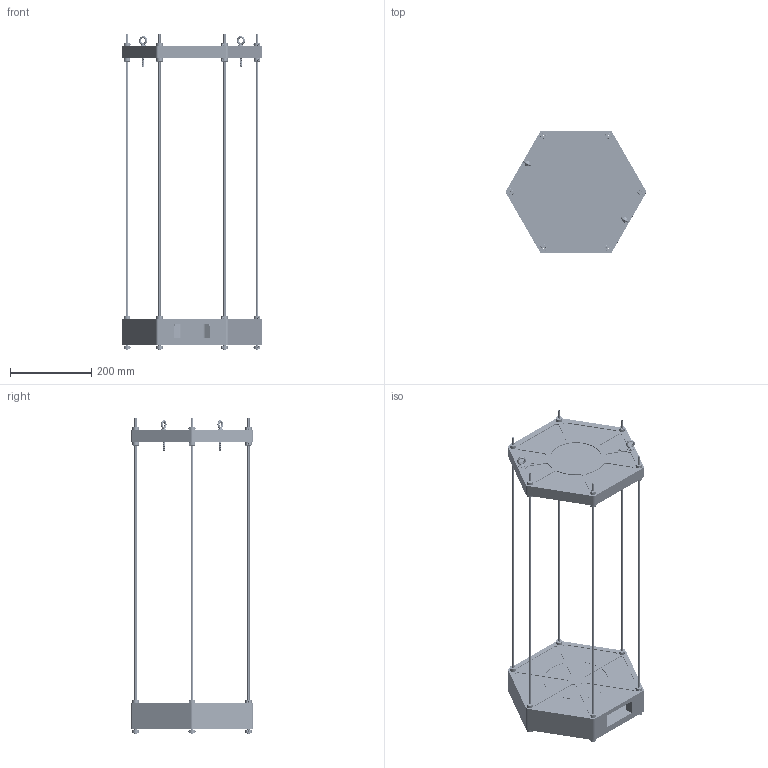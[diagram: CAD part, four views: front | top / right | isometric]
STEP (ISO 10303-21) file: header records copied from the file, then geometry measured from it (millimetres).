
FILE_DESCRIPTION(/* description */ (''),/* implementation_level */ '2;1');
FILE_NAME(/* name */ '20231108_SEB_Payload_Bay_Blind.stp',/* time_stamp */ '2023-11-08T14:36:14-05:00',/* author */ (''),/* organization */ (''),/* preprocessor_version */ 'ST-DEVELOPER v19.3',/* originating_system */ 'SIEMENS PLM Software NX2212.6000',/* authorisation */ '');
FILE_SCHEMA (('AP203_CONFIGURATION_CONTROLLED_3D_DESIGN_OF_MECHANICAL_PARTS_AND_ASSEMBLIES_MIM_LF { 1 0 10303 403 2 1 2}'));
Length unit declared in the file: millimetre
Products named in the file (15): 08 - Avionics Gondola - Mid Plate; 08 - Avionics Gondola - Foam Base; 08 - Power System - Foam Filler; 08 - Power System - Foam Lid; 08 - Power System - Support Plate - Blind; 08 - Power System - Foam Base; 09 - Nut - M6-1; 09 - Eye Bolt - M6-1x51; 09 - Washer - M6; 08 - Payload Interface Plate - Standard Hex; 08 - Collar; 08 - CF Rod - 775mm; 03 - Avionics Gondola; 03 - Power System - Blind; 02 - Default Gondola - Blind
Assembly tree (48 placements, depth 3):
  02 - Default Gondola - Blind
    03 - Power System - Blind
      08 - Power System - Foam Base
      08 - Power System - Support Plate - Blind
      08 - Power System - Foam Lid
      08 - Power System - Foam Filler
    03 - Avionics Gondola
      08 - Avionics Gondola - Foam Base
      08 - Avionics Gondola - Mid Plate  x2
    08 - CF Rod - 775mm  x6
    08 - Collar  x24
    08 - Payload Interface Plate - Standard Hex
    09 - Washer - M6  x4
    09 - Eye Bolt - M6-1x51  x2
    09 - Nut - M6-1  x2
Bounding box: 344.4 x 300 x 775 mm (x, y, z)
Volume: 6144858.8 mm3; surface area: 1016320.1 mm2
Topology: 70 solids, 70 shells, 2806 faces, 7586 edges, 4990 vertices
Faces by surface type: cylinder 1518, plane 698, torus 372, cone 162, bspline 56
Full cylindrical faces by diameter (mm): 2.937 x6, 5.537 x6, 6.4 x10, 6.5 x36, 7.5 x9, 10 x6, 125 x2, 158 x1, 160 x2
Entity records: 28279 total; most frequent: CARTESIAN_POINT 10611, ORIENTED_EDGE 3216, DIRECTION 3196, EDGE_CURVE 1608, AXIS2_PLACEMENT_3D 1226, VERTEX_POINT 1101, EDGE_LOOP 811, LINE 744
